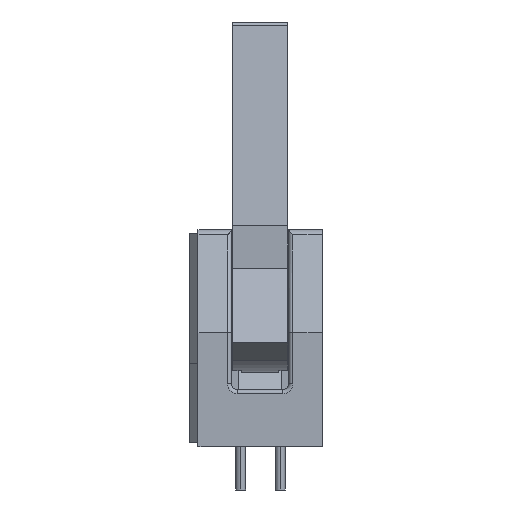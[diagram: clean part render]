
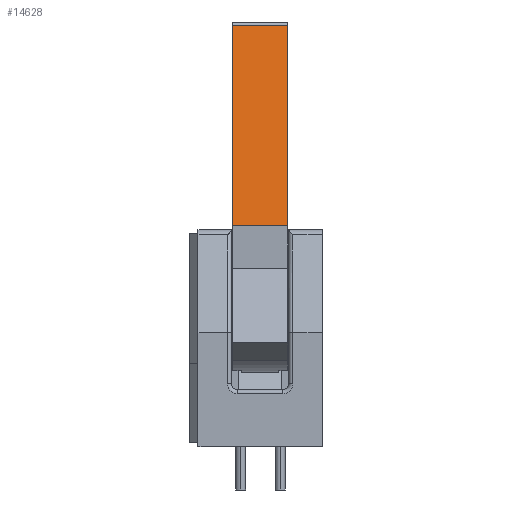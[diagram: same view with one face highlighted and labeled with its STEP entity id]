
A CAD part, left-side view. The second image highlights one B-rep face of the part: STEP entity #14628.
In plain terms, the highlighted planar face has unit normal (-0.988, 0, 0.156).
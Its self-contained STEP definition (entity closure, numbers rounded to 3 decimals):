
#13942=DIRECTION('',(-0.156,0.,-0.988));
#13943=VECTOR('',#13942,13.07);
#13944=CARTESIAN_POINT('',(-19.875,-1.778,13.172));
#13945=LINE('',#13944,#13943);
#14048=DIRECTION('',(-0.156,0.,-0.988));
#14049=VECTOR('',#14048,13.07);
#14050=CARTESIAN_POINT('',(-19.875,1.778,13.172));
#14051=LINE('',#14050,#14049);
#14091=DIRECTION('',(0.,-1.,0.));
#14092=VECTOR('',#14091,3.556);
#14093=CARTESIAN_POINT('',(-19.875,1.778,13.172));
#14094=LINE('',#14093,#14092);
#14095=DIRECTION('',(0.,-1.,0.));
#14096=VECTOR('',#14095,3.556);
#14097=CARTESIAN_POINT('',(-21.92,1.778,0.263));
#14098=LINE('',#14097,#14096);
#14179=CARTESIAN_POINT('',(-19.875,1.778,13.172));
#14180=VERTEX_POINT('',#14179);
#14181=CARTESIAN_POINT('',(-21.92,1.778,0.263));
#14182=VERTEX_POINT('',#14181);
#14201=CARTESIAN_POINT('',(-19.875,-1.778,13.172));
#14202=VERTEX_POINT('',#14201);
#14203=CARTESIAN_POINT('',(-21.92,-1.778,0.263));
#14204=VERTEX_POINT('',#14203);
#14616=CARTESIAN_POINT('',(-19.875,1.778,13.172));
#14617=DIRECTION('',(-0.988,0.,0.156));
#14618=DIRECTION('',(-0.156,0.,-0.988));
#14619=AXIS2_PLACEMENT_3D('',#14616,#14617,#14618);
#14620=PLANE('',#14619);
#14621=ORIENTED_EDGE('',*,*,#14572,.F.);
#14622=ORIENTED_EDGE('',*,*,#14611,.T.);
#14623=ORIENTED_EDGE('',*,*,#14444,.T.);
#14625=ORIENTED_EDGE('',*,*,#14624,.F.);
#14626=EDGE_LOOP('',(#14621,#14622,#14623,#14625));
#14627=FACE_OUTER_BOUND('',#14626,.F.);
#14444=EDGE_CURVE('',#14202,#14204,#13945,.T.);
#14572=EDGE_CURVE('',#14180,#14182,#14051,.T.);
#14611=EDGE_CURVE('',#14180,#14202,#14094,.T.);
#14624=EDGE_CURVE('',#14182,#14204,#14098,.T.);
#14628=ADVANCED_FACE('',(#14627),#14620,.T.);
